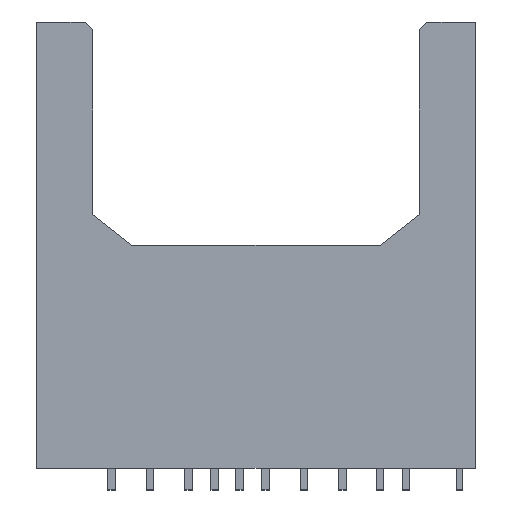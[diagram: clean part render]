
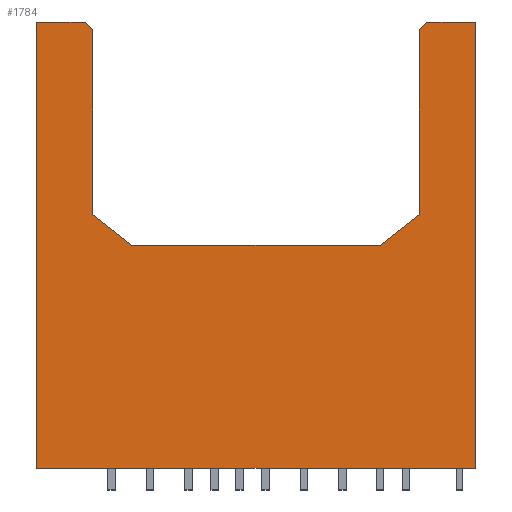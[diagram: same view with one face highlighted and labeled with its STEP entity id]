
A CAD part, top view. The second image highlights one B-rep face of the part: STEP entity #1784.
In plain terms, the highlighted planar face has unit normal (0, 0, 1).
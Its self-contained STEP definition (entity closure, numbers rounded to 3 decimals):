
#44=DIRECTION('',(-0.707,-0.707,0.));
#45=VECTOR('',#44,0.707);
#46=CARTESIAN_POINT('',(11.1,14.5,2.9));
#47=LINE('',#46,#45);
#52=DIRECTION('',(1.,0.,0.));
#53=VECTOR('',#52,3.15);
#54=CARTESIAN_POINT('',(11.1,14.5,2.9));
#55=LINE('',#54,#53);
#59=DIRECTION('',(0.,-1.,0.));
#60=VECTOR('',#59,29.);
#61=CARTESIAN_POINT('',(14.25,14.5,2.9));
#62=LINE('',#61,#60);
#66=DIRECTION('',(-1.,0.,0.));
#67=VECTOR('',#66,28.5);
#68=CARTESIAN_POINT('',(14.25,-14.5,2.9));
#69=LINE('',#68,#67);
#73=DIRECTION('',(0.,1.,0.));
#74=VECTOR('',#73,29.);
#75=CARTESIAN_POINT('',(-14.25,-14.5,2.9));
#76=LINE('',#75,#74);
#80=DIRECTION('',(1.,0.,0.));
#81=VECTOR('',#80,3.15);
#82=CARTESIAN_POINT('',(-14.25,14.5,2.9));
#83=LINE('',#82,#81);
#87=DIRECTION('',(-0.707,0.707,0.));
#88=VECTOR('',#87,0.707);
#89=CARTESIAN_POINT('',(-10.6,14.,2.9));
#90=LINE('',#89,#88);
#94=DIRECTION('',(0.,-1.,0.));
#95=VECTOR('',#94,12.);
#96=CARTESIAN_POINT('',(-10.6,14.,2.9));
#97=LINE('',#96,#95);
#101=DIRECTION('',(0.786,-0.619,0.));
#102=VECTOR('',#101,3.233);
#103=CARTESIAN_POINT('',(-10.6,2.,2.9));
#104=LINE('',#103,#102);
#108=DIRECTION('',(1.,0.,0.));
#109=VECTOR('',#108,16.12);
#110=CARTESIAN_POINT('',(-8.06,0.,2.9));
#111=LINE('',#110,#109);
#115=DIRECTION('',(0.786,0.619,0.));
#116=VECTOR('',#115,3.233);
#117=CARTESIAN_POINT('',(8.06,0.,2.9));
#118=LINE('',#117,#116);
#122=DIRECTION('',(0.,1.,0.));
#123=VECTOR('',#122,12.);
#124=CARTESIAN_POINT('',(10.6,2.,2.9));
#125=LINE('',#124,#123);
#1481=CARTESIAN_POINT('',(-14.25,-14.5,2.9));
#1482=CARTESIAN_POINT('',(-14.25,14.5,2.9));
#1483=VERTEX_POINT('',#1481);
#1484=VERTEX_POINT('',#1482);
#1485=CARTESIAN_POINT('',(-8.06,0.,2.9));
#1486=CARTESIAN_POINT('',(8.06,0.,2.9));
#1487=VERTEX_POINT('',#1485);
#1488=VERTEX_POINT('',#1486);
#1489=CARTESIAN_POINT('',(14.25,14.5,2.9));
#1490=CARTESIAN_POINT('',(14.25,-14.5,2.9));
#1491=VERTEX_POINT('',#1489);
#1492=VERTEX_POINT('',#1490);
#1505=CARTESIAN_POINT('',(11.1,14.5,2.9));
#1506=CARTESIAN_POINT('',(10.6,14.,2.9));
#1507=VERTEX_POINT('',#1505);
#1508=VERTEX_POINT('',#1506);
#1513=CARTESIAN_POINT('',(-10.6,14.,2.9));
#1514=CARTESIAN_POINT('',(-11.1,14.5,2.9));
#1515=VERTEX_POINT('',#1513);
#1516=VERTEX_POINT('',#1514);
#1521=CARTESIAN_POINT('',(-10.6,2.,2.9));
#1522=VERTEX_POINT('',#1521);
#1523=CARTESIAN_POINT('',(10.6,2.,2.9));
#1524=VERTEX_POINT('',#1523);
#1753=CARTESIAN_POINT('',(-14.25,-14.5,2.9));
#1754=DIRECTION('',(0.,0.,-1.));
#1755=DIRECTION('',(0.,1.,0.));
#1756=AXIS2_PLACEMENT_3D('',#1753,#1754,#1755);
#1757=PLANE('',#1756);
#1759=ORIENTED_EDGE('',*,*,#1758,.F.);
#1761=ORIENTED_EDGE('',*,*,#1760,.T.);
#1763=ORIENTED_EDGE('',*,*,#1762,.T.);
#1765=ORIENTED_EDGE('',*,*,#1764,.T.);
#1767=ORIENTED_EDGE('',*,*,#1766,.T.);
#1769=ORIENTED_EDGE('',*,*,#1768,.T.);
#1771=ORIENTED_EDGE('',*,*,#1770,.F.);
#1773=ORIENTED_EDGE('',*,*,#1772,.T.);
#1775=ORIENTED_EDGE('',*,*,#1774,.T.);
#1777=ORIENTED_EDGE('',*,*,#1776,.T.);
#1779=ORIENTED_EDGE('',*,*,#1778,.T.);
#1781=ORIENTED_EDGE('',*,*,#1780,.T.);
#1782=EDGE_LOOP('',(#1759,#1761,#1763,#1765,#1767,#1769,#1771,#1773,#1775,#1777,
#1779,#1781));
#1783=FACE_OUTER_BOUND('',#1782,.F.);
#1784=ADVANCED_FACE('',(#1783),#1757,.F.);
#1758=EDGE_CURVE('',#1507,#1508,#47,.T.);
#1760=EDGE_CURVE('',#1507,#1491,#55,.T.);
#1762=EDGE_CURVE('',#1491,#1492,#62,.T.);
#1764=EDGE_CURVE('',#1492,#1483,#69,.T.);
#1766=EDGE_CURVE('',#1483,#1484,#76,.T.);
#1768=EDGE_CURVE('',#1484,#1516,#83,.T.);
#1770=EDGE_CURVE('',#1515,#1516,#90,.T.);
#1772=EDGE_CURVE('',#1515,#1522,#97,.T.);
#1774=EDGE_CURVE('',#1522,#1487,#104,.T.);
#1776=EDGE_CURVE('',#1487,#1488,#111,.T.);
#1778=EDGE_CURVE('',#1488,#1524,#118,.T.);
#1780=EDGE_CURVE('',#1524,#1508,#125,.T.);
